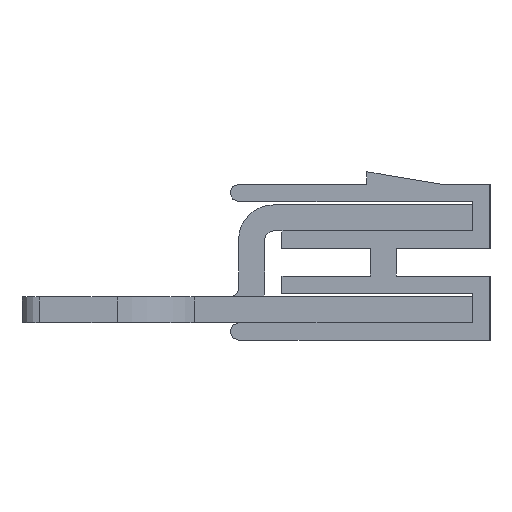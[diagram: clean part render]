
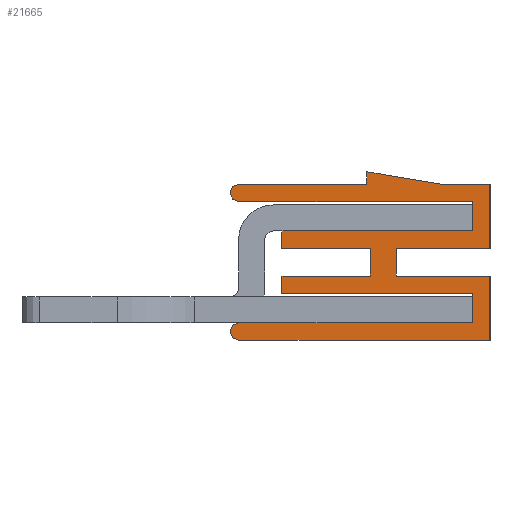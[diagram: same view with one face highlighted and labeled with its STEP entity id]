
A CAD part, left-side view. The second image highlights one B-rep face of the part: STEP entity #21665.
In plain terms, the highlighted planar face has unit normal (-1, 0, 0).
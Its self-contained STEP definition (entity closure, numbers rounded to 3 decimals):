
#18=CARTESIAN_POINT('',(-500.,7.6,3.197));
#19=DIRECTION('',(1.,0.,0.));
#20=DIRECTION('',(0.,0.,-1.));
#21=AXIS2_PLACEMENT_3D('',#18,#19,#20);
#23=DIRECTION('',(0.,-0.986,-0.164));
#24=VECTOR('',#23,4.362);
#25=CARTESIAN_POINT('',(-500.,0.2,4.414));
#26=LINE('',#25,#24);
#27=CARTESIAN_POINT('',(-500.,7.6,-4.8));
#28=DIRECTION('',(1.,0.,0.));
#29=DIRECTION('',(0.,0.,-1.));
#30=AXIS2_PLACEMENT_3D('',#27,#28,#29);
#36=DIRECTION('',(0.,1.,0.));
#37=VECTOR('',#36,13.5);
#38=CARTESIAN_POINT('',(-500.,-5.9,-4.3));
#39=LINE('',#38,#37);
#2013=DIRECTION('',(0.,-1.,0.));
#2014=VECTOR('',#2013,7.6);
#2015=CARTESIAN_POINT('',(-500.,7.6,-5.3));
#2016=LINE('',#2015,#2014);
#2021=DIRECTION('',(0.,-1.,0.));
#2022=VECTOR('',#2021,6.9);
#2023=CARTESIAN_POINT('',(-500.,0.,-5.3));
#2024=LINE('',#2023,#2022);
#2029=DIRECTION('',(0.,0.,1.));
#2030=VECTOR('',#2029,3.7);
#2031=CARTESIAN_POINT('',(-500.,-6.9,-5.3));
#2032=LINE('',#2031,#2030);
#2037=DIRECTION('',(0.,1.,0.));
#2038=VECTOR('',#2037,5.4);
#2039=CARTESIAN_POINT('',(-500.,-6.9,-1.6));
#2040=LINE('',#2039,#2038);
#2045=DIRECTION('',(0.,0.,1.));
#2046=VECTOR('',#2045,1.6);
#2047=CARTESIAN_POINT('',(-500.,-1.5,-1.6));
#2048=LINE('',#2047,#2046);
#2053=DIRECTION('',(0.,-1.,0.));
#2054=VECTOR('',#2053,5.4);
#2055=CARTESIAN_POINT('',(-500.,-1.5,0.));
#2056=LINE('',#2055,#2054);
#2061=DIRECTION('',(0.,0.,1.));
#2062=VECTOR('',#2061,3.697);
#2063=CARTESIAN_POINT('',(-500.,-6.9,0.));
#2064=LINE('',#2063,#2062);
#2069=DIRECTION('',(0.,1.,0.));
#2070=VECTOR('',#2069,2.797);
#2071=CARTESIAN_POINT('',(-500.,-6.9,3.697));
#2072=LINE('',#2071,#2070);
#2081=DIRECTION('',(0.,0.,-1.));
#2082=VECTOR('',#2081,0.717);
#2083=CARTESIAN_POINT('',(-500.,0.2,4.414));
#2084=LINE('',#2083,#2082);
#2089=DIRECTION('',(0.,1.,0.));
#2090=VECTOR('',#2089,7.4);
#2091=CARTESIAN_POINT('',(-500.,0.2,3.697));
#2092=LINE('',#2091,#2090);
#2101=DIRECTION('',(0.,-1.,0.));
#2102=VECTOR('',#2101,13.5);
#2103=CARTESIAN_POINT('',(-500.,7.6,2.697));
#2104=LINE('',#2103,#2102);
#2121=DIRECTION('',(0.,0.,-1.));
#2122=VECTOR('',#2121,1.697);
#2123=CARTESIAN_POINT('',(-500.,-5.9,2.697));
#2124=LINE('',#2123,#2122);
#3025=DIRECTION('',(0.,1.,0.));
#3026=VECTOR('',#3025,11.);
#3027=CARTESIAN_POINT('',(-500.,-5.9,1.));
#3028=LINE('',#3027,#3026);
#3197=DIRECTION('',(0.,0.,-1.));
#3198=VECTOR('',#3197,1.);
#3199=CARTESIAN_POINT('',(-500.,5.1,1.));
#3200=LINE('',#3199,#3198);
#3413=DIRECTION('',(0.,-1.,0.));
#3414=VECTOR('',#3413,5.1);
#3415=CARTESIAN_POINT('',(-500.,5.1,0.));
#3416=LINE('',#3415,#3414);
#3421=DIRECTION('',(0.,0.,-1.));
#3422=VECTOR('',#3421,1.6);
#3423=CARTESIAN_POINT('',(-500.,0.,0.));
#3424=LINE('',#3423,#3422);
#3429=DIRECTION('',(0.,1.,0.));
#3430=VECTOR('',#3429,5.1);
#3431=CARTESIAN_POINT('',(-500.,0.,-1.6));
#3432=LINE('',#3431,#3430);
#3437=DIRECTION('',(0.,0.,-1.));
#3438=VECTOR('',#3437,1.);
#3439=CARTESIAN_POINT('',(-500.,5.1,-1.6));
#3440=LINE('',#3439,#3438);
#3445=DIRECTION('',(0.,-1.,0.));
#3446=VECTOR('',#3445,11.);
#3447=CARTESIAN_POINT('',(-500.,5.1,-2.6));
#3448=LINE('',#3447,#3446);
#3469=DIRECTION('',(0.,0.,-1.));
#3470=VECTOR('',#3469,1.7);
#3471=CARTESIAN_POINT('',(-500.,-5.9,-2.6));
#3472=LINE('',#3471,#3470);
#16562=CARTESIAN_POINT('',(-500.,-5.9,-4.3));
#16563=CARTESIAN_POINT('',(-500.,7.6,-4.3));
#16564=VERTEX_POINT('',#16562);
#16565=VERTEX_POINT('',#16563);
#16566=CARTESIAN_POINT('',(-500.,-5.9,-2.6));
#16567=VERTEX_POINT('',#16566);
#16568=CARTESIAN_POINT('',(-500.,5.1,-2.6));
#16569=VERTEX_POINT('',#16568);
#16570=CARTESIAN_POINT('',(-500.,5.1,-1.6));
#16571=VERTEX_POINT('',#16570);
#16572=CARTESIAN_POINT('',(-500.,0.,-1.6));
#16573=VERTEX_POINT('',#16572);
#16574=CARTESIAN_POINT('',(-500.,0.,0.));
#16575=VERTEX_POINT('',#16574);
#16576=CARTESIAN_POINT('',(-500.,5.1,0.));
#16577=VERTEX_POINT('',#16576);
#16578=CARTESIAN_POINT('',(-500.,5.1,1.));
#16579=VERTEX_POINT('',#16578);
#16580=CARTESIAN_POINT('',(-500.,-5.9,1.));
#16581=VERTEX_POINT('',#16580);
#16582=CARTESIAN_POINT('',(-500.,-5.9,2.697));
#16583=VERTEX_POINT('',#16582);
#16584=CARTESIAN_POINT('',(-500.,7.6,2.697));
#16585=VERTEX_POINT('',#16584);
#16586=CARTESIAN_POINT('',(-500.,7.6,3.697));
#16587=VERTEX_POINT('',#16586);
#16588=CARTESIAN_POINT('',(-500.,0.2,3.697));
#16589=VERTEX_POINT('',#16588);
#16590=CARTESIAN_POINT('',(-500.,0.2,4.414));
#16591=VERTEX_POINT('',#16590);
#16592=CARTESIAN_POINT('',(-500.,-4.103,3.697));
#16593=VERTEX_POINT('',#16592);
#16594=CARTESIAN_POINT('',(-500.,-6.9,3.697));
#16595=VERTEX_POINT('',#16594);
#16596=CARTESIAN_POINT('',(-500.,-6.9,0.));
#16597=VERTEX_POINT('',#16596);
#16598=CARTESIAN_POINT('',(-500.,-1.5,0.));
#16599=VERTEX_POINT('',#16598);
#16600=CARTESIAN_POINT('',(-500.,-1.5,-1.6));
#16601=VERTEX_POINT('',#16600);
#16602=CARTESIAN_POINT('',(-500.,-6.9,-1.6));
#16603=VERTEX_POINT('',#16602);
#16604=CARTESIAN_POINT('',(-500.,-6.9,-5.3));
#16605=VERTEX_POINT('',#16604);
#16606=CARTESIAN_POINT('',(-500.,0.,-5.3));
#16607=VERTEX_POINT('',#16606);
#16608=CARTESIAN_POINT('',(-500.,7.6,-5.3));
#16609=VERTEX_POINT('',#16608);
#21610=CARTESIAN_POINT('',(-500.,0.603,-0.443));
#21611=DIRECTION('',(1.,0.,0.));
#21612=DIRECTION('',(0.,0.,-1.));
#21613=AXIS2_PLACEMENT_3D('',#21610,#21611,#21612);
#21614=PLANE('',#21613);
#21616=ORIENTED_EDGE('',*,*,#21615,.F.);
#21618=ORIENTED_EDGE('',*,*,#21617,.F.);
#21620=ORIENTED_EDGE('',*,*,#21619,.F.);
#21622=ORIENTED_EDGE('',*,*,#21621,.F.);
#21624=ORIENTED_EDGE('',*,*,#21623,.F.);
#21626=ORIENTED_EDGE('',*,*,#21625,.F.);
#21628=ORIENTED_EDGE('',*,*,#21627,.F.);
#21630=ORIENTED_EDGE('',*,*,#21629,.F.);
#21632=ORIENTED_EDGE('',*,*,#21631,.F.);
#21634=ORIENTED_EDGE('',*,*,#21633,.F.);
#21636=ORIENTED_EDGE('',*,*,#21635,.F.);
#21638=ORIENTED_EDGE('',*,*,#21637,.T.);
#21640=ORIENTED_EDGE('',*,*,#21639,.F.);
#21642=ORIENTED_EDGE('',*,*,#21641,.F.);
#21644=ORIENTED_EDGE('',*,*,#21643,.T.);
#21646=ORIENTED_EDGE('',*,*,#21645,.F.);
#21648=ORIENTED_EDGE('',*,*,#21647,.F.);
#21650=ORIENTED_EDGE('',*,*,#21649,.F.);
#21652=ORIENTED_EDGE('',*,*,#21651,.F.);
#21654=ORIENTED_EDGE('',*,*,#21653,.F.);
#21656=ORIENTED_EDGE('',*,*,#21655,.F.);
#21658=ORIENTED_EDGE('',*,*,#21657,.F.);
#21660=ORIENTED_EDGE('',*,*,#21659,.F.);
#21662=ORIENTED_EDGE('',*,*,#21661,.T.);
#21663=EDGE_LOOP('',(#21616,#21618,#21620,#21622,#21624,#21626,#21628,#21630,
#21632,#21634,#21636,#21638,#21640,#21642,#21644,#21646,#21648,#21650,#21652,
#21654,#21656,#21658,#21660,#21662));
#21664=FACE_OUTER_BOUND('',#21663,.F.);
#22=CIRCLE('',#21,0.5);
#31=CIRCLE('',#30,0.5);
#21615=EDGE_CURVE('',#16564,#16565,#39,.T.);
#21617=EDGE_CURVE('',#16567,#16564,#3472,.T.);
#21619=EDGE_CURVE('',#16569,#16567,#3448,.T.);
#21621=EDGE_CURVE('',#16571,#16569,#3440,.T.);
#21623=EDGE_CURVE('',#16573,#16571,#3432,.T.);
#21625=EDGE_CURVE('',#16575,#16573,#3424,.T.);
#21627=EDGE_CURVE('',#16577,#16575,#3416,.T.);
#21629=EDGE_CURVE('',#16579,#16577,#3200,.T.);
#21631=EDGE_CURVE('',#16581,#16579,#3028,.T.);
#21633=EDGE_CURVE('',#16583,#16581,#2124,.T.);
#21635=EDGE_CURVE('',#16585,#16583,#2104,.T.);
#21637=EDGE_CURVE('',#16585,#16587,#22,.T.);
#21639=EDGE_CURVE('',#16589,#16587,#2092,.T.);
#21641=EDGE_CURVE('',#16591,#16589,#2084,.T.);
#21643=EDGE_CURVE('',#16591,#16593,#26,.T.);
#21645=EDGE_CURVE('',#16595,#16593,#2072,.T.);
#21647=EDGE_CURVE('',#16597,#16595,#2064,.T.);
#21649=EDGE_CURVE('',#16599,#16597,#2056,.T.);
#21651=EDGE_CURVE('',#16601,#16599,#2048,.T.);
#21653=EDGE_CURVE('',#16603,#16601,#2040,.T.);
#21655=EDGE_CURVE('',#16605,#16603,#2032,.T.);
#21657=EDGE_CURVE('',#16607,#16605,#2024,.T.);
#21659=EDGE_CURVE('',#16609,#16607,#2016,.T.);
#21661=EDGE_CURVE('',#16609,#16565,#31,.T.);
#21665=ADVANCED_FACE('',(#21664),#21614,.F.);
